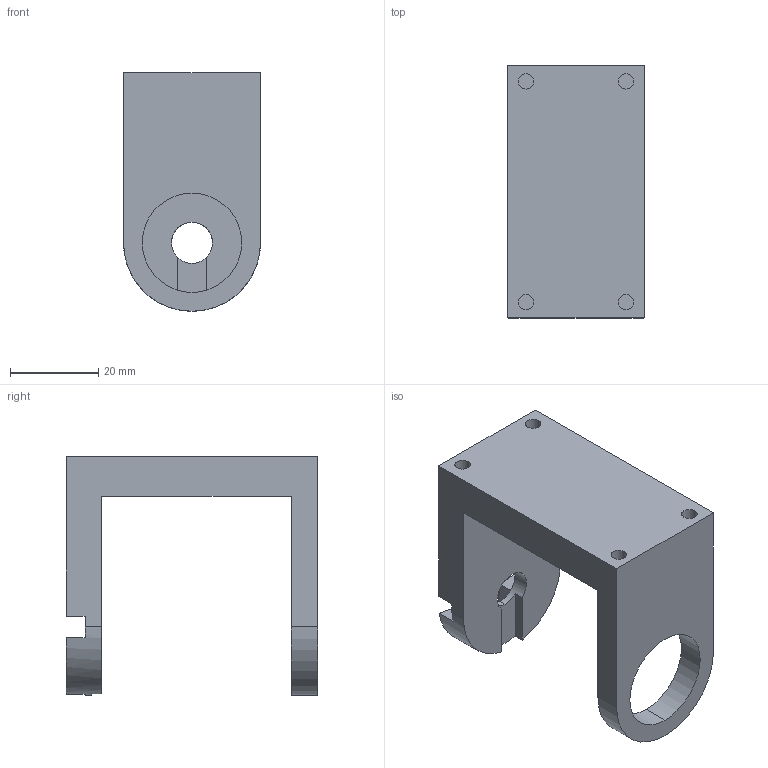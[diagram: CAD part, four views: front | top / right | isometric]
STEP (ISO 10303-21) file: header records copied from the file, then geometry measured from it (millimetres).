
FILE_DESCRIPTION (( 'STEP AP203' ), '1' );
FILE_NAME ('Nose servo mount_Default_sldprt.STEP', '2021-06-03T14:23:58', ( '' ), ( '' ), 'SwSTEP 2.0', 'SolidWorks 2016', '' );
FILE_SCHEMA (( 'CONFIG_CONTROL_DESIGN' ));
Length unit declared in the file: millimetre
Products named in the file (1): Nose servo mount_Default_sldprt
Bounding box: 31 x 57 x 54 mm (x, y, z)
Volume: 28841.8 mm3; surface area: 11644.8 mm2
Topology: 1 solids, 1 shells, 48 faces, 129 edges, 86 vertices
Faces by surface type: plane 30, cylinder 18
Entity records: 1606 total; most frequent: DIRECTION 271, CARTESIAN_POINT 264, ORIENTED_EDGE 258, EDGE_CURVE 129, AXIS2_PLACEMENT_3D 93, VERTEX_POINT 86, LINE 85, VECTOR 85
